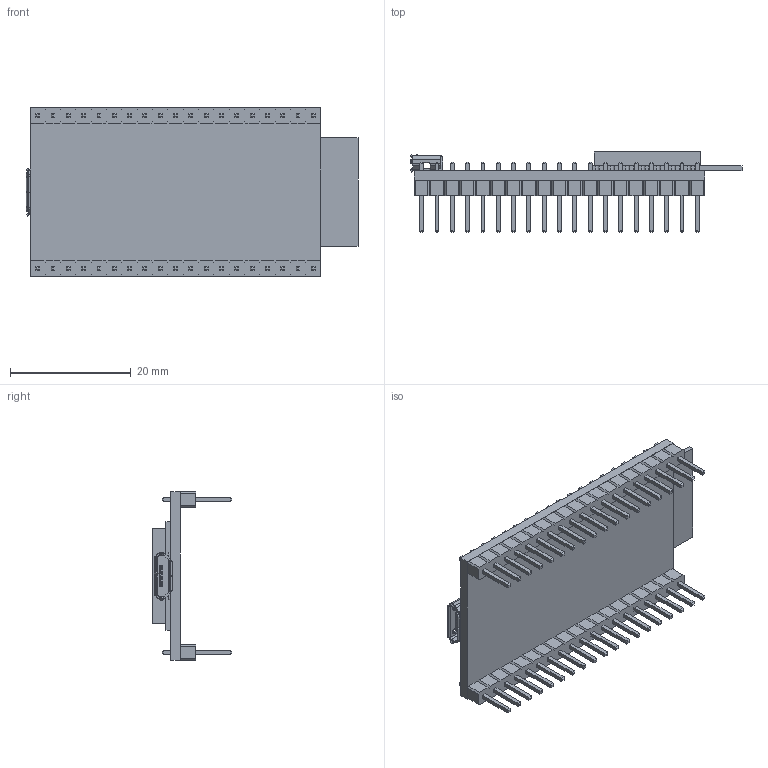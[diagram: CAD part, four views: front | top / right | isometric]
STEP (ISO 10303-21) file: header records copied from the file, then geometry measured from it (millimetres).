
FILE_DESCRIPTION(/* description */ (''),/* implementation_level */ '2;1');
FILE_NAME(/* name */ 'ESP32-DevKitC v2.step',/* time_stamp */ '2024-10-16T22:21:09+09:00',/* author */ (''),/* organization */ (''),/* preprocessor_version */ 'ST-DEVELOPER v20',/* originating_system */ 'Autodesk Translation Framework v13.20.0.188',/* authorisation */ '');
FILE_SCHEMA (('AUTOMOTIVE_DESIGN { 1 0 10303 214 3 1 1 }'));
Length unit declared in the file: millimetre
Products named in the file (3): ESP32-DevKitC; PinHeader_1x19_P254mm_Vertical; USB_Micro-B_Molex_47346-0001
Assembly tree (3 placements, depth 2):
  ESP32-DevKitC
    PinHeader_1x19_P254mm_Vertical  x2
    USB_Micro-B_Molex_47346-0001
Bounding box: 55.07 x 13.25 x 27.96 mm (x, y, z)
Volume: 3926.9 mm3; surface area: 6330.9 mm2
Topology: 5 solids, 5 shells, 1795 faces, 4578 edges, 2917 vertices
Faces by surface type: plane 1523, cylinder 268, sphere 4
Full cylindrical faces by diameter (mm): 0.75 x38, 1 x1, 1.6 x76
Entity records: 41899 total; most frequent: CARTESIAN_POINT 7484, ORIENTED_EDGE 6932, DIRECTION 6712, EDGE_CURVE 3466, LINE 2864, VECTOR 2864, VERTEX_POINT 2229, AXIS2_PLACEMENT_3D 1924
